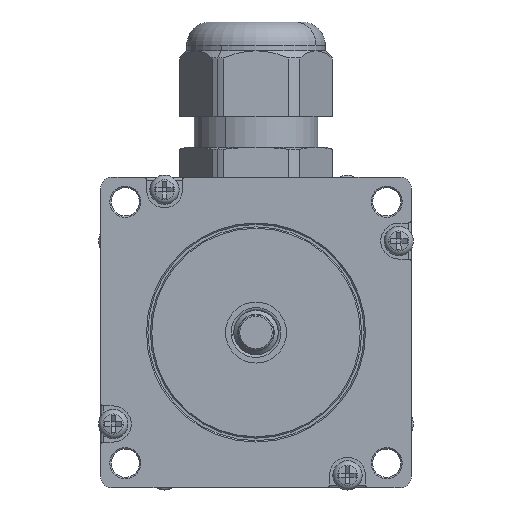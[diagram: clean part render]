
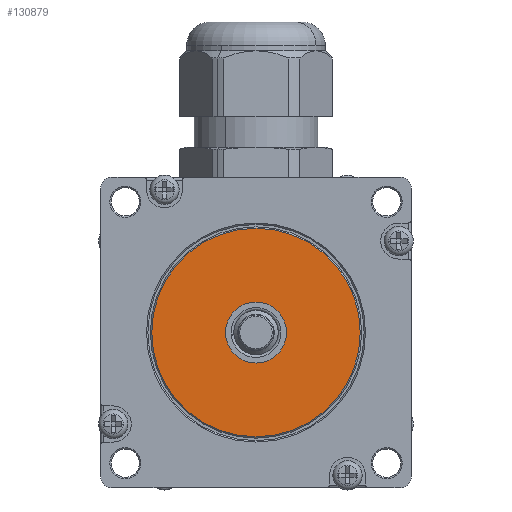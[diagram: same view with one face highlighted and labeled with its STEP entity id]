
A CAD part, front view. The second image highlights one B-rep face of the part: STEP entity #130879.
In plain terms, the highlighted face is planar.
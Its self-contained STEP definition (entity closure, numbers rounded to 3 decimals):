
#130777=CARTESIAN_POINT('',(-18.8,-0.,-6.6));
#130778=VERTEX_POINT('',#130777);
#130804=CARTESIAN_POINT('',(-0.,0.,-6.6));
#130805=DIRECTION('',(0.,0.,1.));
#130806=DIRECTION('',(1.,0.,-0.));
#130807=AXIS2_PLACEMENT_3D('',#130804,#130805,#130806);
#130808=CIRCLE('',#130807,18.8);
#130809=EDGE_CURVE('',#130778,#130778,#130808,.T.);
#130851=CARTESIAN_POINT('',(-0.,0.,-6.6));
#130852=DIRECTION('',(-0.,0.,-1.));
#130853=DIRECTION('',(-1.,0.,0.));
#130854=AXIS2_PLACEMENT_3D('',#130851,#130852,#130853);
#130855=PLANE('',#130854);
#130856=CARTESIAN_POINT('',(5.5,0.,-6.6));
#130857=VERTEX_POINT('',#130856);
#130858=CARTESIAN_POINT('',(-5.5,0.,-6.6));
#130859=VERTEX_POINT('',#130858);
#130860=CARTESIAN_POINT('',(-0.,0.,-6.6));
#130861=DIRECTION('',(-0.,0.,-1.));
#130862=DIRECTION('',(-1.,0.,0.));
#130863=AXIS2_PLACEMENT_3D('',#130860,#130861,#130862);
#130864=CIRCLE('',#130863,5.5);
#130865=EDGE_CURVE('',#130857,#130859,#130864,.T.);
#130866=ORIENTED_EDGE('',*,*,#130865,.F.);
#130867=CARTESIAN_POINT('',(-0.,0.,-6.6));
#130868=DIRECTION('',(-0.,0.,-1.));
#130869=DIRECTION('',(-1.,0.,0.));
#130870=AXIS2_PLACEMENT_3D('',#130867,#130868,#130869);
#130871=CIRCLE('',#130870,5.5);
#130872=EDGE_CURVE('',#130859,#130857,#130871,.T.);
#130873=ORIENTED_EDGE('',*,*,#130872,.F.);
#130874=EDGE_LOOP('',(#130866,#130873));
#130875=FACE_BOUND('',#130874,.T.);
#130876=ORIENTED_EDGE('',*,*,#130809,.F.);
#130877=EDGE_LOOP('',(#130876));
#130878=FACE_BOUND('',#130877,.T.);
#130879=ADVANCED_FACE('',(#130875,#130878),#130855,.T.);
